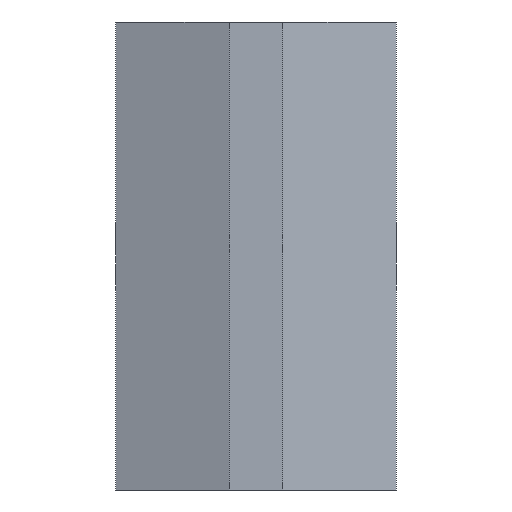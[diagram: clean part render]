
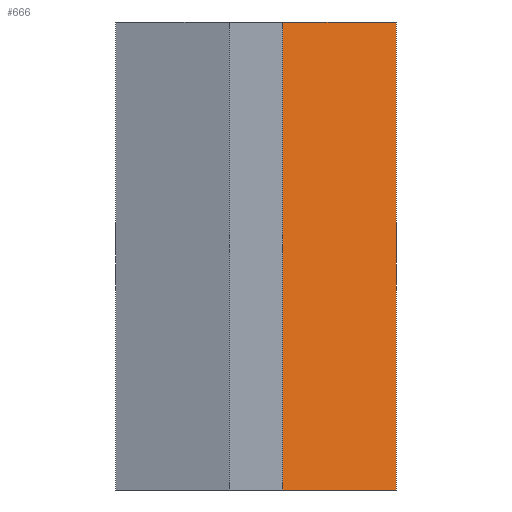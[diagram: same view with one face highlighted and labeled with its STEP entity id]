
A CAD part, left-side view. The second image highlights one B-rep face of the part: STEP entity #666.
In plain terms, the highlighted planar face has unit normal (-0.943, -0.333, 0).
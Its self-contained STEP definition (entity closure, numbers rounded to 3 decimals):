
#116 = LINE ( 'NONE', #839, #1373 ) ;
#187 = VERTEX_POINT ( 'NONE', #397 ) ;
#191 = EDGE_CURVE ( 'NONE', #1218, #1349, #290, .T. ) ;
#249 = VERTEX_POINT ( 'NONE', #767 ) ;
#290 = LINE ( 'NONE', #410, #1542 ) ;
#331 = CARTESIAN_POINT ( 'NONE',  ( -53., 8.5, 0. ) ) ;
#397 = CARTESIAN_POINT ( 'NONE',  ( -50., 0., 0. ) ) ;
#398 = EDGE_LOOP ( 'NONE', ( #468, #1008, #572, #765 ) ) ;
#410 = CARTESIAN_POINT ( 'NONE',  ( -53., 8.5, 35. ) ) ;
#412 = EDGE_CURVE ( 'NONE', #1218, #249, #116, .T. ) ;
#447 = FACE_OUTER_BOUND ( 'NONE', #398, .T. ) ;
#468 = ORIENTED_EDGE ( 'NONE', *, *, #1065, .T. ) ;
#572 = ORIENTED_EDGE ( 'NONE', *, *, #412, .F. ) ;
#591 = DIRECTION ( 'NONE',  ( 0.333, -0.943, 0. ) ) ;
#666 = ADVANCED_FACE ( 'NONE', ( #447 ), #1082, .F. ) ;
#685 = LINE ( 'NONE', #331, #978 ) ;
#765 = ORIENTED_EDGE ( 'NONE', *, *, #191, .T. ) ;
#767 = CARTESIAN_POINT ( 'NONE',  ( -50., 0., 35. ) ) ;
#789 = CARTESIAN_POINT ( 'NONE',  ( -53., 8.5, 35. ) ) ;
#839 = CARTESIAN_POINT ( 'NONE',  ( -53., 8.5, 35. ) ) ;
#907 = CARTESIAN_POINT ( 'NONE',  ( -50., 0., 35. ) ) ;
#949 = DIRECTION ( 'NONE',  ( 0.943, 0.333, 0. ) ) ;
#978 = VECTOR ( 'NONE', #1435, 1000. ) ;
#1008 = ORIENTED_EDGE ( 'NONE', *, *, #1364, .F. ) ;
#1065 = EDGE_CURVE ( 'NONE', #1349, #187, #685, .T. ) ;
#1073 = DIRECTION ( 'NONE',  ( -0.333, 0.943, 0. ) ) ;
#1082 = PLANE ( 'NONE',  #1464 ) ;
#1084 = VECTOR ( 'NONE', #1259, 1000. ) ;
#1143 = DIRECTION ( 'NONE',  ( 0., 0., -1. ) ) ;
#1155 = LINE ( 'NONE', #907, #1084 ) ;
#1218 = VERTEX_POINT ( 'NONE', #789 ) ;
#1259 = DIRECTION ( 'NONE',  ( 0., 0., -1. ) ) ;
#1280 = CARTESIAN_POINT ( 'NONE',  ( -53., 8.5, 0. ) ) ;
#1349 = VERTEX_POINT ( 'NONE', #1280 ) ;
#1364 = EDGE_CURVE ( 'NONE', #249, #187, #1155, .T. ) ;
#1373 = VECTOR ( 'NONE', #591, 1000. ) ;
#1434 = CARTESIAN_POINT ( 'NONE',  ( -53., 8.5, 35. ) ) ;
#1435 = DIRECTION ( 'NONE',  ( 0.333, -0.943, 0. ) ) ;
#1464 = AXIS2_PLACEMENT_3D ( 'NONE', #1434, #949, #1073 ) ;
#1542 = VECTOR ( 'NONE', #1143, 1000. ) ;
